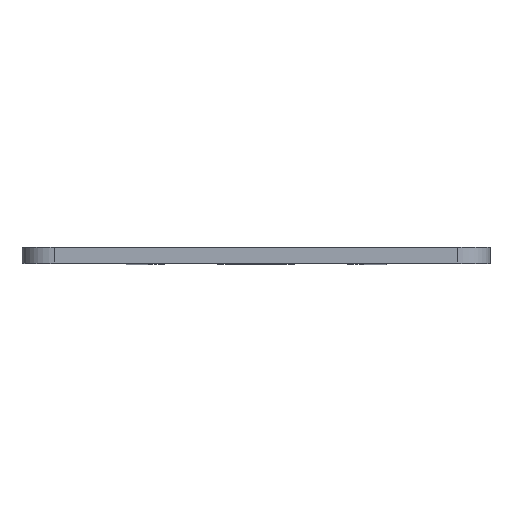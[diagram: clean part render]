
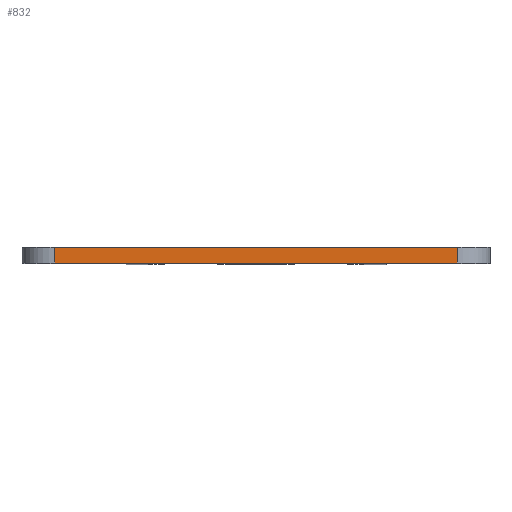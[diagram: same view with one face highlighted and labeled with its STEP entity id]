
A CAD part, top view. The second image highlights one B-rep face of the part: STEP entity #832.
In plain terms, the highlighted planar face has unit normal (0, 0, 1).
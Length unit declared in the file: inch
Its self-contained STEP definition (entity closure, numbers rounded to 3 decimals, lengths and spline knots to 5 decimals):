
#77=FACE_OUTER_BOUND('',#124,.T.);
#124=EDGE_LOOP('',(#741,#742,#743,#744));
#147=LINE('',#1279,#220);
#180=LINE('',#1394,#253);
#196=LINE('',#1441,#269);
#198=LINE('',#1445,#271);
#220=VECTOR('',#1006,0.3937);
#253=VECTOR('',#1121,0.3937);
#269=VECTOR('',#1177,0.3937);
#271=VECTOR('',#1183,0.3937);
#331=VERTEX_POINT('',#1221);
#359=VERTEX_POINT('',#1277);
#399=VERTEX_POINT('',#1391);
#400=VERTEX_POINT('',#1393);
#441=EDGE_CURVE('',#331,#359,#147,.T.);
#499=EDGE_CURVE('',#399,#400,#180,.T.);
#524=EDGE_CURVE('',#400,#359,#196,.T.);
#526=EDGE_CURVE('',#331,#399,#198,.T.);
#741=ORIENTED_EDGE('',*,*,#441,.T.);
#742=ORIENTED_EDGE('',*,*,#524,.F.);
#743=ORIENTED_EDGE('',*,*,#499,.F.);
#744=ORIENTED_EDGE('',*,*,#526,.F.);
#795=PLANE('',#947);
#832=ADVANCED_FACE('',(#77),#795,.T.);
#947=AXIS2_PLACEMENT_3D('',#1452,#1193,#1194);
#1006=DIRECTION('',(-1.,0.,0.));
#1121=DIRECTION('',(-1.,0.,0.));
#1177=DIRECTION('',(0.,1.,0.));
#1183=DIRECTION('',(0.,-1.,0.));
#1193=DIRECTION('center_axis',(0.,0.,1.));
#1194=DIRECTION('ref_axis',(-1.,0.,0.));
#1221=CARTESIAN_POINT('',(0.775,0.06,2.7435));
#1277=CARTESIAN_POINT('',(-0.775,0.06,2.7435));
#1279=CARTESIAN_POINT('',(0.2866,0.06,2.7435));
#1391=CARTESIAN_POINT('',(0.775,0.,2.7435));
#1393=CARTESIAN_POINT('',(-0.775,0.,2.7435));
#1394=CARTESIAN_POINT('',(0.45,0.,2.7435));
#1441=CARTESIAN_POINT('',(-0.775,0.25,2.7435));
#1445=CARTESIAN_POINT('',(0.775,0.25,2.7435));
#1452=CARTESIAN_POINT('Origin',(0.9,0.25,2.7435));
